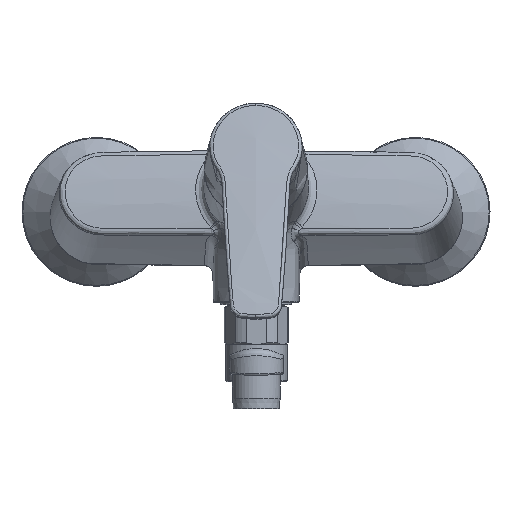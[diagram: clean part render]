
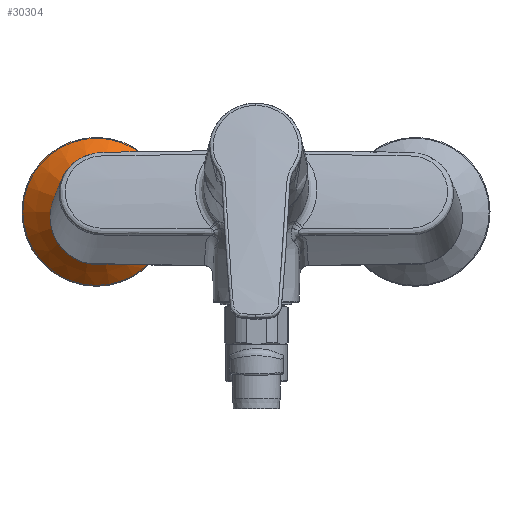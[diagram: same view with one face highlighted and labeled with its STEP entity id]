
A CAD part, top view. The second image highlights one B-rep face of the part: STEP entity #30304.
In plain terms, the highlighted conical face has half-angle 45.496 degrees and reference radius 35 mm.
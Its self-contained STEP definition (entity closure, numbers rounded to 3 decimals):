
#236 = CONICAL_SURFACE ( 'NONE', #12857, 35., 0.794 ) ;
#647 = FACE_OUTER_BOUND ( 'NONE', #4088, .T. ) ;
#704 = FACE_BOUND ( 'NONE', #5710, .T. ) ;
#1889 = CIRCLE ( 'NONE', #18655, 35. ) ;
#2255 = DIRECTION ( 'NONE',  ( -1., 0., 0. ) ) ;
#4088 = EDGE_LOOP ( 'NONE', ( #5623 ) ) ;
#5623 = ORIENTED_EDGE ( 'NONE', *, *, #29004, .F. ) ;
#5710 = EDGE_LOOP ( 'NONE', ( #21498 ) ) ;
#5766 = CARTESIAN_POINT ( 'NONE',  ( -91.395, -0.268, 24.426 ) ) ;
#6228 = VERTEX_POINT ( 'NONE', #31293 ) ;
#7293 = DIRECTION ( 'NONE',  ( -1., 0., 0. ) ) ;
#7526 = EDGE_CURVE ( 'NONE', #31417, #31417, #32286, .T. ) ;
#8067 = DIRECTION ( 'NONE',  ( 0., 0., -1. ) ) ;
#12857 = AXIS2_PLACEMENT_3D ( 'NONE', #14151, #24001, #7293 ) ;
#14151 = CARTESIAN_POINT ( 'NONE',  ( -75.143, -0.268, 6. ) ) ;
#16022 = AXIS2_PLACEMENT_3D ( 'NONE', #23243, #8067, #25730 ) ;
#17644 = DIRECTION ( 'NONE',  ( 0., 0., -1. ) ) ;
#18655 = AXIS2_PLACEMENT_3D ( 'NONE', #32454, #17644, #2255 ) ;
#21498 = ORIENTED_EDGE ( 'NONE', *, *, #7526, .T. ) ;
#23243 = CARTESIAN_POINT ( 'NONE',  ( -75.143, -0.268, 24.426 ) ) ;
#24001 = DIRECTION ( 'NONE',  ( 0., 0., -1. ) ) ;
#25730 = DIRECTION ( 'NONE',  ( -1., 0., 0. ) ) ;
#29004 = EDGE_CURVE ( 'NONE', #6228, #6228, #1889, .T. ) ;
#30304 = ADVANCED_FACE ( 'NONE', ( #704, #647 ), #236, .T. ) ;
#31293 = CARTESIAN_POINT ( 'NONE',  ( -110.143, -0.268, 6. ) ) ;
#31417 = VERTEX_POINT ( 'NONE', #5766 ) ;
#32286 = CIRCLE ( 'NONE', #16022, 16.252 ) ;
#32454 = CARTESIAN_POINT ( 'NONE',  ( -75.143, -0.268, 6. ) ) ;
